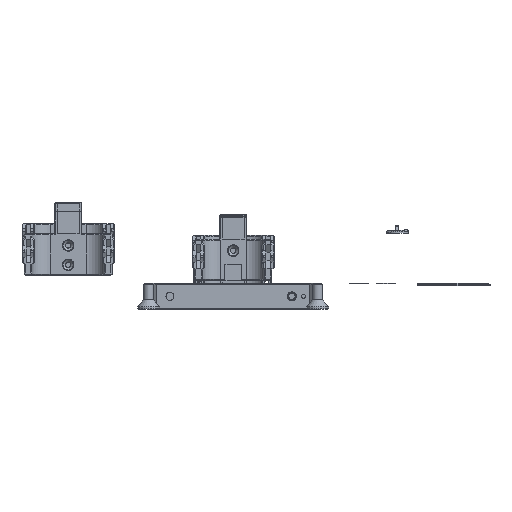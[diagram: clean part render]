
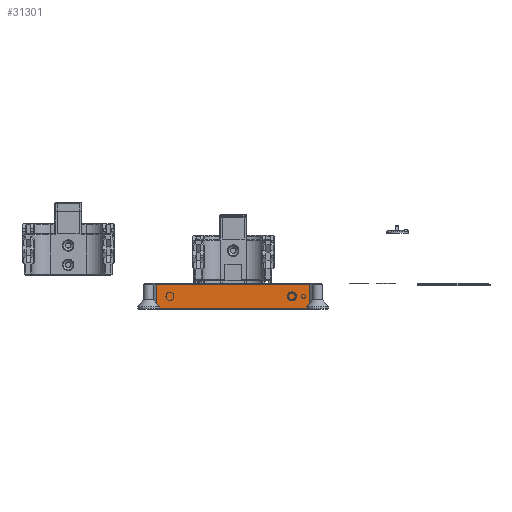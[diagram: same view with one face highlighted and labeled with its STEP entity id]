
A CAD part, left-side view. The second image highlights one B-rep face of the part: STEP entity #31301.
In plain terms, the highlighted planar face has unit normal (-1, 0, 0).
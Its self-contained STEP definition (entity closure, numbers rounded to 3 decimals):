
#3559=VECTOR('',#48431,1.);
#3561=VECTOR('',#48455,1.);
#3562=VECTOR('',#48456,1.);
#3563=VECTOR('',#48457,1.);
#6935=LINE('',#39469,#3559);
#6937=LINE('',#39491,#3561);
#6938=LINE('',#39493,#3562);
#6939=LINE('',#39494,#3563);
#10666=VERTEX_POINT('',#39466);
#10667=VERTEX_POINT('',#39468);
#10676=VERTEX_POINT('',#39490);
#10677=VERTEX_POINT('',#39492);
#14283=EDGE_CURVE('',#10666,#10667,#6935,.T.);
#14293=EDGE_CURVE('',#10666,#10676,#6937,.T.);
#14294=EDGE_CURVE('',#10676,#10677,#6938,.T.);
#14295=EDGE_CURVE('',#10677,#10667,#6939,.T.);
#21014=ORIENTED_EDGE('',*,*,#14283,.F.);
#21015=ORIENTED_EDGE('',*,*,#14293,.T.);
#21016=ORIENTED_EDGE('',*,*,#14294,.T.);
#21017=ORIENTED_EDGE('',*,*,#14295,.T.);
#26088=EDGE_LOOP('',(#21014,#21015,#21016,#21017));
#28148=FACE_BOUND('',#26088,.T.);
#29730=PLANE('',#53591);
#31301=ADVANCED_FACE('',(#28148),#29730,.F.);
#39466=CARTESIAN_POINT('',(14453.95,7413.463,51099.796));
#39468=CARTESIAN_POINT('',(14453.95,7294.644,51099.796));
#39469=CARTESIAN_POINT('',(14453.95,7315.648,51099.796));
#39489=CARTESIAN_POINT('',(14453.95,7413.463,51083.596));
#39490=CARTESIAN_POINT('',(14453.95,7413.463,51081.096));
#39491=CARTESIAN_POINT('',(14453.95,7413.463,51083.596));
#39492=CARTESIAN_POINT('',(14453.95,7294.644,51081.096));
#39493=CARTESIAN_POINT('',(14453.95,7294.644,51081.096));
#39494=CARTESIAN_POINT('',(14453.95,7294.644,51084.596));
#48431=DIRECTION('',(0.,-1.,0.));
#48453=DIRECTION('',(1.,0.,0.));
#48454=DIRECTION('',(0.,-1.,0.));
#48455=DIRECTION('',(0.,0.,-1.));
#48456=DIRECTION('',(0.,-1.,0.));
#48457=DIRECTION('',(0.,0.,1.));
#53591=AXIS2_PLACEMENT_3D('',#39489,#48453,#48454);
